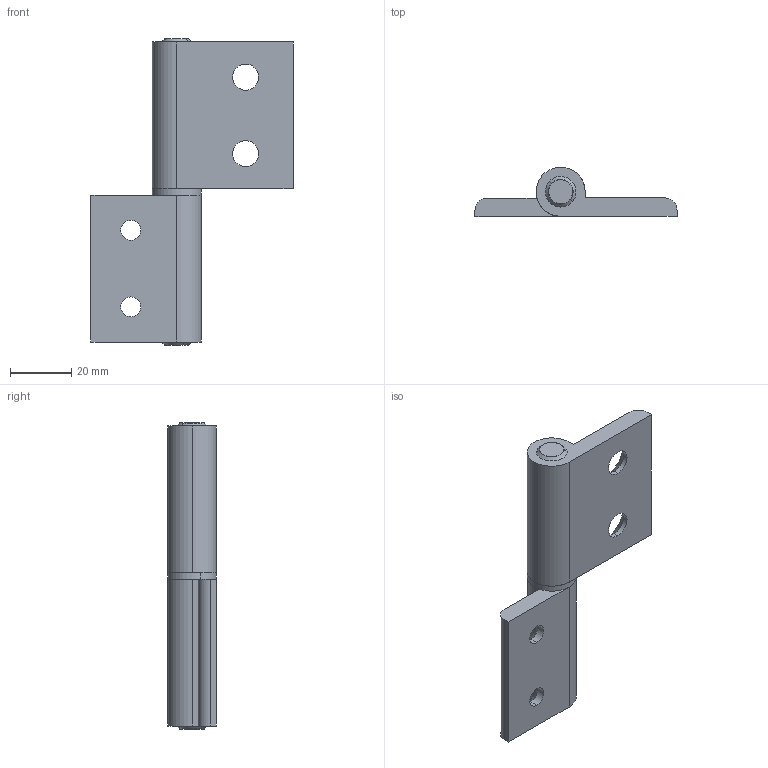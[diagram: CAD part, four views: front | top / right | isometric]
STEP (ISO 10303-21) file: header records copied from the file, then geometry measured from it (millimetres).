
FILE_DESCRIPTION (( 'STEP AP203' ), '1' );
FILE_NAME ('7.27.30.45.STEP', '2014-06-26T01:46:59', ( 'USER' ), ( 'Microsoft' ), 'SwSTEP 2.0', 'SolidWorks 2012', '' );
FILE_SCHEMA (( 'CONFIG_CONTROL_DESIGN' ));
Length unit declared in the file: millimetre
Products named in the file (1): 7.27.30.45
Bounding box: 66 x 16 x 100 mm (x, y, z)
Surface area: 11685.5 mm2 (no closed solid volume)
Topology: 0 solids, 5 shells, 47 faces, 117 edges, 78 vertices
Faces by surface type: plane 16, cylinder 15, cone 12, torus 4
Entity records: 1518 total; most frequent: DIRECTION 279, CARTESIAN_POINT 243, ORIENTED_EDGE 218, EDGE_CURVE 117, AXIS2_PLACEMENT_3D 114, VERTEX_POINT 78, CIRCLE 66, EDGE_LOOP 61
